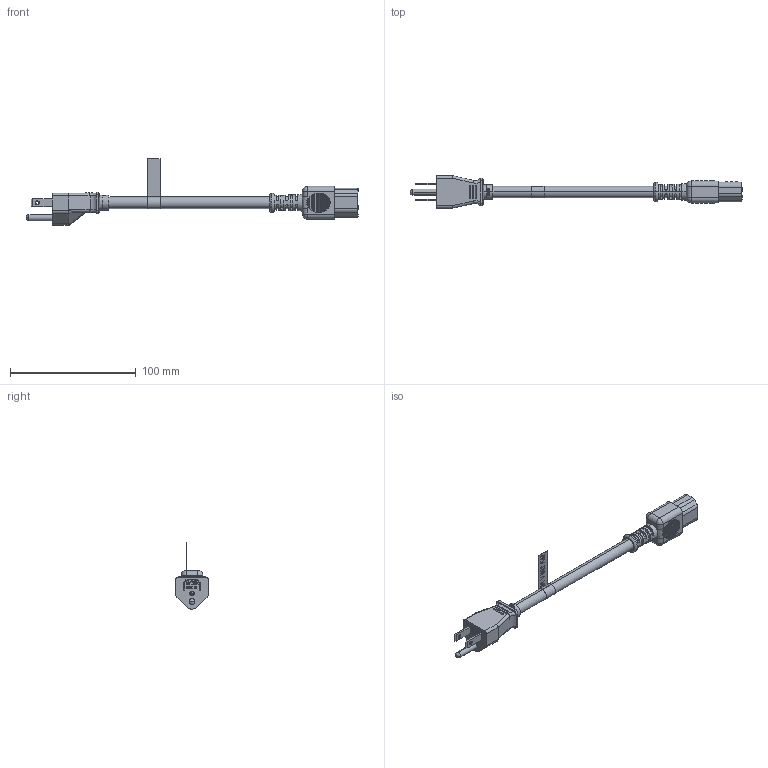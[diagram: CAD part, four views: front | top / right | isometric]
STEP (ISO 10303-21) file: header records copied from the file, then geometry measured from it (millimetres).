
FILE_DESCRIPTION (( 'STEP AP203' ), '1' );
FILE_NAME ('11-00126_revA.STEP', '2020-05-20T23:10:13', ( '' ), ( '' ), 'SwSTEP 2.0', 'SolidWorks 2015', '' );
FILE_SCHEMA (( 'CONFIG_CONTROL_DESIGN' ));
Length unit declared in the file: millimetre
Products named in the file (5): TLY-13; TLY-18; Ac label_15A 125V AC; 30-01362_blunt cut; 11-00126_revA
Assembly tree (4 placements, depth 2):
  11-00126_revA
    30-01362_blunt cut
    TLY-13
    TLY-18
    Ac label_15A 125V AC
Bounding box: 264 x 25.8 x 52.9 mm (x, y, z)
Volume: 48297.4 mm3; surface area: 70916.5 mm2
Topology: 148 solids, 148 shells, 2445 faces, 6045 edges, 3965 vertices
Faces by surface type: plane 1657, cylinder 630, bspline 144, cone 10, sphere 4
Entity records: 76533 total; most frequent: CARTESIAN_POINT 18505, ORIENTED_EDGE 12074, DIRECTION 11298, EDGE_CURVE 6037, LINE 4106, VECTOR 4106, VERTEX_POINT 3965, AXIS2_PLACEMENT_3D 3596
